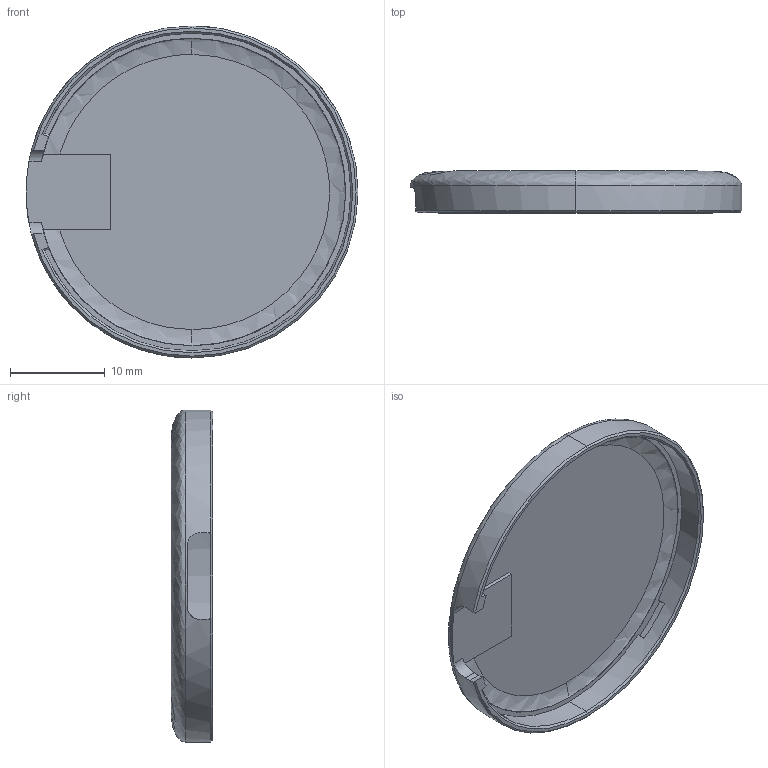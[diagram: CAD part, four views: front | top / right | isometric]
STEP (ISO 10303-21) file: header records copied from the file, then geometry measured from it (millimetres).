
FILE_DESCRIPTION (( 'STEP AP214' ), '1' );
FILE_NAME ('Case_top.STEP', '2025-03-31T08:45:12', ( '' ), ( '' ), 'SwSTEP 2.0', 'SolidWorks 2023', '' );
FILE_SCHEMA (( 'AUTOMOTIVE_DESIGN' ));
Length unit declared in the file: millimetre
Products named in the file (1): Case_top
Bounding box: 35 x 4.4 x 35 mm (x, y, z)
Volume: 1440.3 mm3; surface area: 2561 mm2
Topology: 1 solids, 1 shells, 54 faces, 148 edges, 96 vertices
Faces by surface type: plane 26, cylinder 16, cone 7, bspline 5
Entity records: 3391 total; most frequent: CARTESIAN_POINT 2108, ORIENTED_EDGE 296, DIRECTION 232, EDGE_CURVE 148, VERTEX_POINT 96, AXIS2_PLACEMENT_3D 88, VECTOR 56, LINE 56
